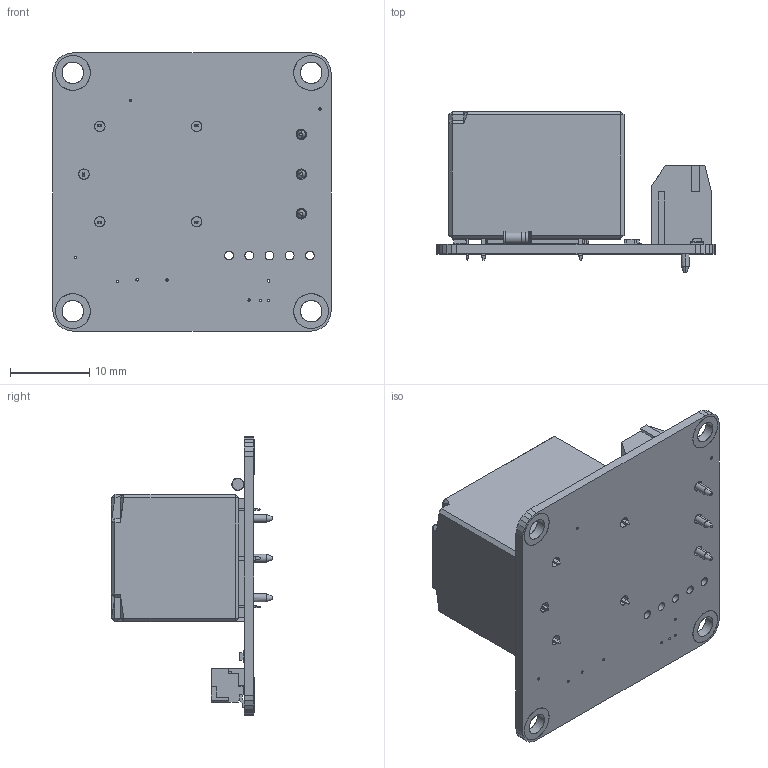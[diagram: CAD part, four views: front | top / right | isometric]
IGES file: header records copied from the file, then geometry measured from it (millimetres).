
Start section: SolidWorks IGES file using analytic representation for surfaces
Global section: file name: NSE-1150-1.igs; native system: SolidWorks 2016; preprocessor: SolidWorks 2016; author: jelie; date: 201124.181828; units: millimetre
Bounding box: 35 x 20.3 x 35 mm (x, y, z)
Surface area: 7019.2 mm2 (no closed solid volume)
Topology: 0 solids, 0 shells, 1445 faces, 11269 edges, 11256 vertices
Faces by surface type: bspline 1347, revolution 98
